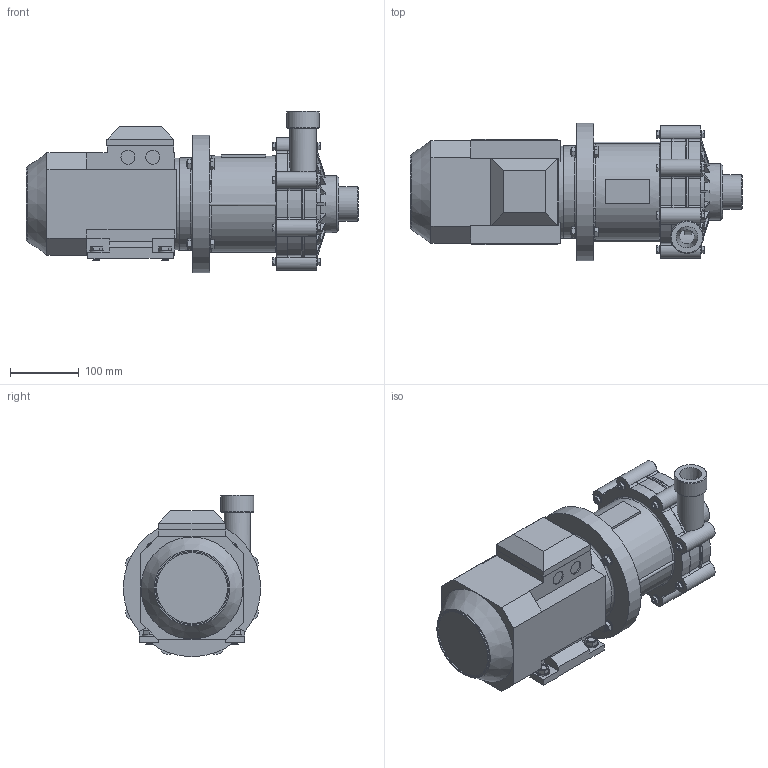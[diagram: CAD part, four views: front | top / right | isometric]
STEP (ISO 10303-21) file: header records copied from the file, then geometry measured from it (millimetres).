
FILE_DESCRIPTION(/* description */ (''),/* implementation_level */ '2;1');
FILE_NAME(/* name */ 'ADM15.step',/* time_stamp */ '2020-10-14T16:04:25+03:00',/* author */ ('nprod'),/* organization */ (''),/* preprocessor_version */ 'ST-DEVELOPER v16.13',/* originating_system */ 'AutoCAD Mechanical',/* authorisation */ '');
FILE_SCHEMA (('AUTOMOTIVE_DESIGN { 1 0 10303 214 3 1 1 }'));
Products named in the file (1): Product
Bounding box: 483.4 x 200 x 235 mm (x, y, z)
Volume: 122718.5 mm3; surface area: 596974 mm2
Topology: 1 solids, 1131 shells, 1133 faces, 5035 edges, 4785 vertices
Faces by surface type: plane 546, cylinder 322, cone 226, torus 37, sphere 2
Full cylindrical faces by diameter (mm): 4.917 x8, 5.3 x8, 6 x8, 6.4 x16, 7.1 x4, 7.5 x8, 8 x4, 8.4 x8, 8.5 x5, 8.9 x4, 9.75 x4, 10 x5, 10.5 x4, 12 x20, 12.5 x4, 14 x1, 16 x8, 19 x1, 20 x6, 20.4 x4, 38.5 x1, 40 x1, 47.803 x1, 50.8 x1, 66.8 x1, 83 x1, 103 x1, 106 x1, 125 x2, 130 x1
Entity records: 53738 total; most frequent: CARTESIAN_POINT 13532, DIRECTION 8090, ORIENTED_EDGE 4752, VERTEX_POINT 4750, EDGE_CURVE 4750, AXIS2_PLACEMENT_3D 3064, LINE 1962, VECTOR 1962
